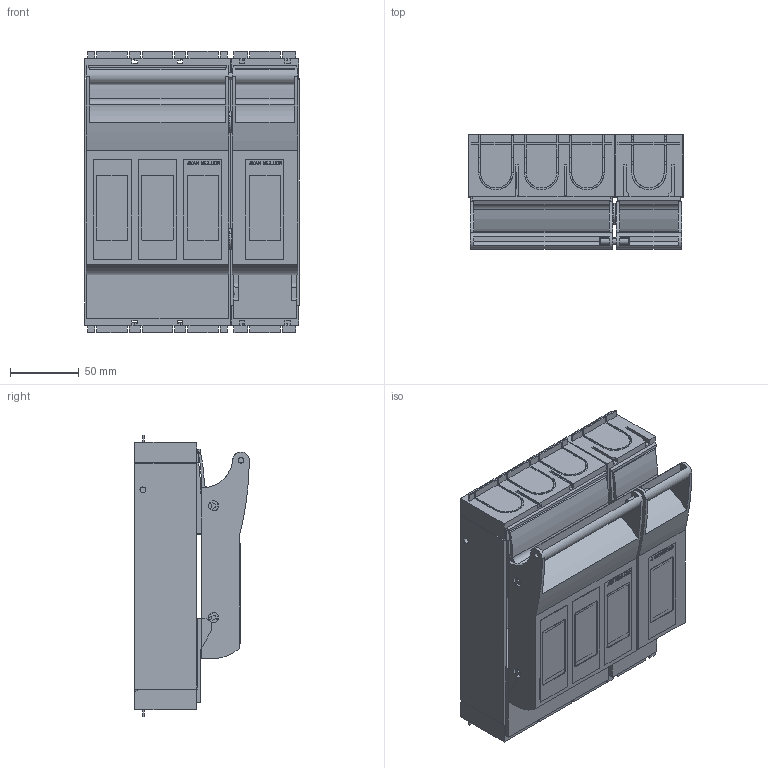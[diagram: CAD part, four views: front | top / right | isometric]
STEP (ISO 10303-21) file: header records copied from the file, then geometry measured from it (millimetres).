
FILE_DESCRIPTION(('CATIA V5 STEP'),'2;1');
FILE_NAME('T0683_NH-Sicherungslasttrennschalter-KETO-00-4_F.stp','2019-01-18T12:27:50+00:00',('none'),('Jean Müller GmbH'),'CATIA Version 5 Release 19 SP 9 (IN-10)','CATIA V5 STEP AP214','none');
FILE_SCHEMA(('AUTOMOTIVE_DESIGN { 1 0 10303 214 1 1 1 1 }'));
Products named in the file (1): T0683_NH-Sicherungslasttrennschalter-KETO-00-4/F
Bounding box: 155.9 x 83.19 x 204.05 mm (x, y, z)
Volume: 1032348.2 mm3; surface area: 421241.7 mm2
Topology: 55 solids, 55 shells, 4263 faces, 13292 edges, 9112 vertices
Faces by surface type: plane 3356, cylinder 613, cone 214, torus 56, sphere 16, bspline 8
Entity records: 141349 total; most frequent: CARTESIAN_POINT 30155, ORIENTED_EDGE 26536, DIRECTION 17672, EDGE_CURVE 13268, VECTOR 9341, LINE 9341, VERTEX_POINT 9112, AXIS2_PLACEMENT_3D 5416
